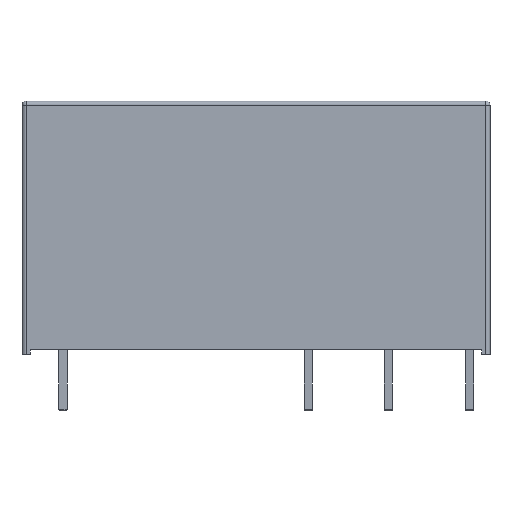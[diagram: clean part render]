
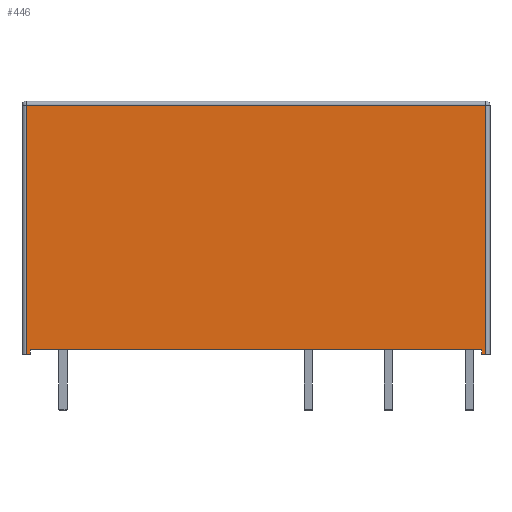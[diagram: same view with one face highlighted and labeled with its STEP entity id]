
A CAD part, front view. The second image highlights one B-rep face of the part: STEP entity #446.
In plain terms, the highlighted planar face has unit normal (0, -1, 0).
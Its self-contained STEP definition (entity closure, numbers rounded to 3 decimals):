
#161 = VERTEX_POINT('',#162);
#162 = CARTESIAN_POINT('',(26.21,-10.16,15.55));
#169 = EDGE_CURVE('',#161,#170,#172,.T.);
#170 = VERTEX_POINT('',#171);
#171 = CARTESIAN_POINT('',(-2.29,-10.16,15.55));
#172 = LINE('',#173,#174);
#173 = CARTESIAN_POINT('',(26.21,-10.16,15.55));
#174 = VECTOR('',#175,1.);
#175 = DIRECTION('',(-1.,0.,0.));
#446 = ADVANCED_FACE('',(#447),#504,.T.);
#447 = FACE_BOUND('',#448,.T.);
#448 = EDGE_LOOP('',(#449,#457,#458,#466,#474,#482,#490,#498));
#449 = ORIENTED_EDGE('',*,*,#450,.T.);
#450 = EDGE_CURVE('',#451,#161,#453,.T.);
#451 = VERTEX_POINT('',#452);
#452 = CARTESIAN_POINT('',(26.21,-10.16,0.1));
#453 = LINE('',#454,#455);
#454 = CARTESIAN_POINT('',(26.21,-10.16,0.1));
#455 = VECTOR('',#456,1.);
#456 = DIRECTION('',(0.,0.,1.));
#457 = ORIENTED_EDGE('',*,*,#169,.T.);
#458 = ORIENTED_EDGE('',*,*,#459,.F.);
#459 = EDGE_CURVE('',#460,#170,#462,.T.);
#460 = VERTEX_POINT('',#461);
#461 = CARTESIAN_POINT('',(-2.29,-10.16,0.1));
#462 = LINE('',#463,#464);
#463 = CARTESIAN_POINT('',(-2.29,-10.16,0.1));
#464 = VECTOR('',#465,1.);
#465 = DIRECTION('',(0.,0.,1.));
#466 = ORIENTED_EDGE('',*,*,#467,.F.);
#467 = EDGE_CURVE('',#468,#460,#470,.T.);
#468 = VERTEX_POINT('',#469);
#469 = CARTESIAN_POINT('',(-2.04,-10.16,0.1));
#470 = LINE('',#471,#472);
#471 = CARTESIAN_POINT('',(26.46,-10.16,0.1));
#472 = VECTOR('',#473,1.);
#473 = DIRECTION('',(-1.,0.,0.));
#474 = ORIENTED_EDGE('',*,*,#475,.F.);
#475 = EDGE_CURVE('',#476,#468,#478,.T.);
#476 = VERTEX_POINT('',#477);
#477 = CARTESIAN_POINT('',(-2.04,-10.16,0.4));
#478 = LINE('',#479,#480);
#479 = CARTESIAN_POINT('',(-2.04,-10.16,0.1));
#480 = VECTOR('',#481,1.);
#481 = DIRECTION('',(-0.,-0.,-1.));
#482 = ORIENTED_EDGE('',*,*,#483,.T.);
#483 = EDGE_CURVE('',#476,#484,#486,.T.);
#484 = VERTEX_POINT('',#485);
#485 = CARTESIAN_POINT('',(25.96,-10.16,0.4));
#486 = LINE('',#487,#488);
#487 = CARTESIAN_POINT('',(19.21,-10.16,0.4));
#488 = VECTOR('',#489,1.);
#489 = DIRECTION('',(1.,0.,0.));
#490 = ORIENTED_EDGE('',*,*,#491,.F.);
#491 = EDGE_CURVE('',#492,#484,#494,.T.);
#492 = VERTEX_POINT('',#493);
#493 = CARTESIAN_POINT('',(25.96,-10.16,0.1));
#494 = LINE('',#495,#496);
#495 = CARTESIAN_POINT('',(25.96,-10.16,0.1));
#496 = VECTOR('',#497,1.);
#497 = DIRECTION('',(0.,0.,1.));
#498 = ORIENTED_EDGE('',*,*,#499,.F.);
#499 = EDGE_CURVE('',#451,#492,#500,.T.);
#500 = LINE('',#501,#502);
#501 = CARTESIAN_POINT('',(26.46,-10.16,0.1));
#502 = VECTOR('',#503,1.);
#503 = DIRECTION('',(-1.,0.,0.));
#504 = PLANE('',#505);
#505 = AXIS2_PLACEMENT_3D('',#506,#507,#508);
#506 = CARTESIAN_POINT('',(26.46,-10.16,0.1));
#507 = DIRECTION('',(0.,-1.,0.));
#508 = DIRECTION('',(-1.,0.,0.));
